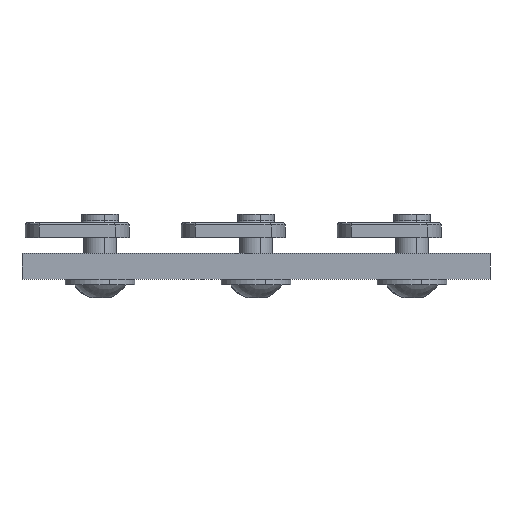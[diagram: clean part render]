
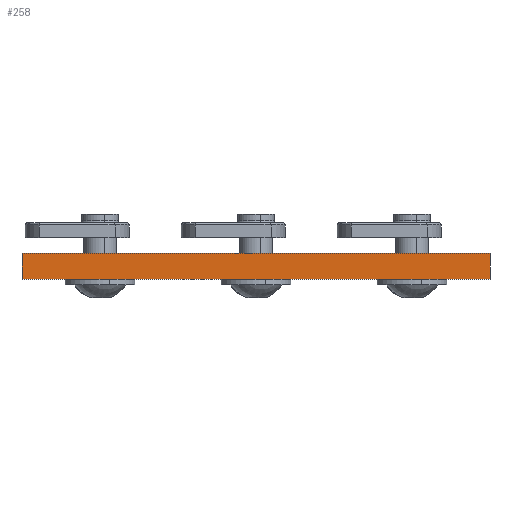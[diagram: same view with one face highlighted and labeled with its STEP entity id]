
A CAD part, front view. The second image highlights one B-rep face of the part: STEP entity #258.
In plain terms, the highlighted planar face has unit normal (0, -1, 0).
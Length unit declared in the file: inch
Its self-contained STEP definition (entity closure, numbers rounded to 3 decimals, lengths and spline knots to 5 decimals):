
#21 = EDGE_CURVE ( 'NONE', #303, #65, #497, .T. ) ;
#25 = ORIENTED_EDGE ( 'NONE', *, *, #21, .F. ) ;
#65 = VERTEX_POINT ( 'NONE', #825 ) ;
#81 = EDGE_CURVE ( 'NONE', #65, #144, #936, .T. ) ;
#105 = ORIENTED_EDGE ( 'NONE', *, *, #81, .F. ) ;
#144 = VERTEX_POINT ( 'NONE', #1411 ) ;
#162 = VERTEX_POINT ( 'NONE', #1526 ) ;
#177 = EDGE_CURVE ( 'NONE', #162, #144, #391, .T. ) ;
#200 = ORIENTED_EDGE ( 'NONE', *, *, #177, .T. ) ;
#239 = EDGE_LOOP ( 'NONE', ( #200, #105, #25, #1199 ) ) ;
#258 = ADVANCED_FACE ( 'NONE', ( #1004 ), #1005, .F. ) ;
#303 = VERTEX_POINT ( 'NONE', #1349 ) ;
#391 = LINE ( 'NONE', #392, #393 ) ;
#392 = CARTESIAN_POINT ( 'NONE',  ( 4.5, 0., 0. ) ) ;
#393 = VECTOR ( 'NONE', #394, 39.37008 ) ;
#394 = DIRECTION ( 'NONE',  ( 1., 0., 0. ) ) ;
#497 = LINE ( 'NONE', #498, #499 ) ;
#498 = CARTESIAN_POINT ( 'NONE',  ( 4.5, 0., 0.25 ) ) ;
#499 = VECTOR ( 'NONE', #500, 39.37008 ) ;
#500 = DIRECTION ( 'NONE',  ( 1., 0., 0. ) ) ;
#530 = LINE ( 'NONE', #531, #532 ) ;
#531 = CARTESIAN_POINT ( 'NONE',  ( 0., 0., 0.25 ) ) ;
#532 = VECTOR ( 'NONE', #533, 39.37008 ) ;
#533 = DIRECTION ( 'NONE',  ( 0., 0., -1. ) ) ;
#825 = CARTESIAN_POINT ( 'NONE',  ( 4.5, 0., 0.25 ) ) ;
#918 = EDGE_CURVE ( 'NONE', #303, #162, #530, .T. ) ;
#936 = LINE ( 'NONE', #937, #938 ) ;
#937 = CARTESIAN_POINT ( 'NONE',  ( 4.5, 0., 0.25 ) ) ;
#938 = VECTOR ( 'NONE', #939, 39.37008 ) ;
#939 = DIRECTION ( 'NONE',  ( 0., 0., -1. ) ) ;
#1004 = FACE_OUTER_BOUND ( 'NONE', #239, .T. ) ;
#1005 = PLANE ( 'NONE',  #1006 ) ;
#1006 = AXIS2_PLACEMENT_3D ( 'NONE', #1007, #1008, #1009 ) ;
#1007 = CARTESIAN_POINT ( 'NONE',  ( 4.5, 0., 0.25 ) ) ;
#1008 = DIRECTION ( 'NONE',  ( 0., 1., 0. ) ) ;
#1009 = DIRECTION ( 'NONE',  ( -1., 0., 0. ) ) ;
#1199 = ORIENTED_EDGE ( 'NONE', *, *, #918, .T. ) ;
#1349 = CARTESIAN_POINT ( 'NONE',  ( 0., 0., 0.25 ) ) ;
#1411 = CARTESIAN_POINT ( 'NONE',  ( 4.5, 0., 0. ) ) ;
#1526 = CARTESIAN_POINT ( 'NONE',  ( 0., 0., 0. ) ) ;
